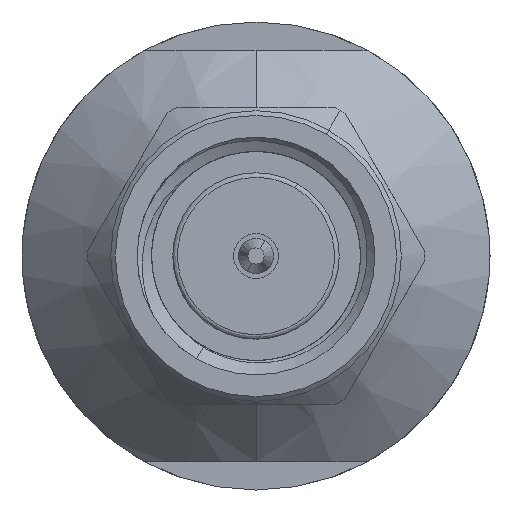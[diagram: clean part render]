
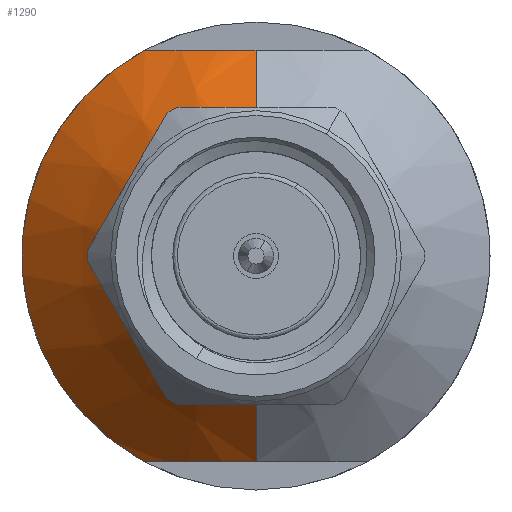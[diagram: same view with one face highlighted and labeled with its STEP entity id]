
A CAD part, left-side view. The second image highlights one B-rep face of the part: STEP entity #1290.
In plain terms, the highlighted conical face has half-angle 44.788 degrees and reference radius 6.35 mm.
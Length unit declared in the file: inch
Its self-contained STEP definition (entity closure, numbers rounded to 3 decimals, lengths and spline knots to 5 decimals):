
#8 = EDGE_CURVE ( 'NONE', #6199, #251, #8294, .T. ) ;
#115 = VECTOR ( 'NONE', #3175, 39.37008 ) ;
#201 = ORIENTED_EDGE ( 'NONE', *, *, #2319, .T. ) ;
#251 = VERTEX_POINT ( 'NONE', #5082 ) ;
#490 = ORIENTED_EDGE ( 'NONE', *, *, #7763, .T. ) ;
#495 = AXIS2_PLACEMENT_3D ( 'NONE', #3934, #8575, #5243 ) ;
#498 = DIRECTION ( 'NONE',  ( 0., 0., -1. ) ) ;
#541 = CARTESIAN_POINT ( 'NONE',  ( 0.56023, 0.0397, -0.21654 ) ) ;
#738 = CARTESIAN_POINT ( 'NONE',  ( 0.5604, 0.041, 0.21654 ) ) ;
#1007 = ORIENTED_EDGE ( 'NONE', *, *, #1667, .F. ) ;
#1084 = VERTEX_POINT ( 'NONE', #1866 ) ;
#1100 = LINE ( 'NONE', #8628, #115 ) ;
#1102 = DIRECTION ( 'NONE',  ( 1., 0., 0. ) ) ;
#1108 = AXIS2_PLACEMENT_3D ( 'NONE', #2804, #1102, #3842 ) ;
#1262 = CARTESIAN_POINT ( 'NONE',  ( 0.58722, 0.11687, -0.21653 ) ) ;
#1290 = ADVANCED_FACE ( 'NONE', ( #3155 ), #6866, .T. ) ;
#1309 = CARTESIAN_POINT ( 'NONE',  ( 0.55747, 0., -0.21654 ) ) ;
#1379 = ORIENTED_EDGE ( 'NONE', *, *, #4282, .F. ) ;
#1667 = EDGE_CURVE ( 'NONE', #4375, #1084, #2712, .T. ) ;
#1866 = CARTESIAN_POINT ( 'NONE',  ( 0.55747, 0., 0.21654 ) ) ;
#2319 = EDGE_CURVE ( 'NONE', #251, #1084, #1100, .T. ) ;
#2524 = CARTESIAN_POINT ( 'NONE',  ( 0.59118, 0., 0. ) ) ;
#2606 = DIRECTION ( 'NONE',  ( 0.71, 0., -0.704 ) ) ;
#2616 = CARTESIAN_POINT ( 'NONE',  ( 0.55747, 0.01971, -0.21654 ) ) ;
#2712 = B_SPLINE_CURVE_WITH_KNOTS ( 'NONE', 3,
 ( #6999, #5598, #2947, #4198, #8398, #6952, #5686, #4331, #8261, #738, #4913, #6228 ),
 .UNSPECIFIED., .F., .F.,
 ( 4, 1, 1, 1, 2, 2, 1, 4 ),
 ( 0.0319, 0.14883, 0.20729, 0.23652, 0.24383, 0.25113, 0.26575, 0.49959 ),
 .UNSPECIFIED. ) ;
#2804 = CARTESIAN_POINT ( 'NONE',  ( 0.46526, 0., 0. ) ) ;
#2947 = CARTESIAN_POINT ( 'NONE',  ( 0.57635, 0.0927, 0.21654 ) ) ;
#3155 = FACE_OUTER_BOUND ( 'NONE', #6876, .T. ) ;
#3175 = DIRECTION ( 'NONE',  ( 0.71, 0., 0.704 ) ) ;
#3578 = CIRCLE ( 'NONE', #5885, 0.24606 ) ;
#3842 = DIRECTION ( 'NONE',  ( 0., 0., -1. ) ) ;
#3934 = CARTESIAN_POINT ( 'NONE',  ( 0.46526, 0., 0. ) ) ;
#4004 = CARTESIAN_POINT ( 'NONE',  ( 0.56608, 0.06145, -0.21654 ) ) ;
#4048 = CARTESIAN_POINT ( 'NONE',  ( 0.56747, 0.06631, -0.21654 ) ) ;
#4198 = CARTESIAN_POINT ( 'NONE',  ( 0.57062, 0.07651, 0.21654 ) ) ;
#4282 = EDGE_CURVE ( 'NONE', #6903, #4924, #5302, .T. ) ;
#4331 = CARTESIAN_POINT ( 'NONE',  ( 0.56699, 0.06467, 0.21654 ) ) ;
#4375 = VERTEX_POINT ( 'NONE', #4830 ) ;
#4558 = ORIENTED_EDGE ( 'NONE', *, *, #7285, .T. ) ;
#4567 = EDGE_CURVE ( 'NONE', #4924, #8361, #8063, .T. ) ;
#4673 = CARTESIAN_POINT ( 'NONE',  ( 0.58253, 0.10706, -0.21654 ) ) ;
#4698 = AXIS2_PLACEMENT_3D ( 'NONE', #2524, #5267, #498 ) ;
#4830 = CARTESIAN_POINT ( 'NONE',  ( 0.58722, 0.11687, 0.21653 ) ) ;
#4913 = CARTESIAN_POINT ( 'NONE',  ( 0.55747, 0.01968, 0.21654 ) ) ;
#4924 = VERTEX_POINT ( 'NONE', #5301 ) ;
#5082 = CARTESIAN_POINT ( 'NONE',  ( 0.46526, 0., 0.125 ) ) ;
#5204 = CARTESIAN_POINT ( 'NONE',  ( 0.58722, 0., 0. ) ) ;
#5209 = CARTESIAN_POINT ( 'NONE',  ( 0.59118, 0., -0.25 ) ) ;
#5243 = DIRECTION ( 'NONE',  ( 0., 0., -1. ) ) ;
#5267 = DIRECTION ( 'NONE',  ( 1., 0., 0. ) ) ;
#5301 = CARTESIAN_POINT ( 'NONE',  ( 0.55747, 0., -0.21654 ) ) ;
#5302 = LINE ( 'NONE', #5209, #8174 ) ;
#5520 = CARTESIAN_POINT ( 'NONE',  ( 0.57634, 0.09268, -0.21654 ) ) ;
#5598 = CARTESIAN_POINT ( 'NONE',  ( 0.58253, 0.10707, 0.21654 ) ) ;
#5686 = CARTESIAN_POINT ( 'NONE',  ( 0.56714, 0.06519, 0.21654 ) ) ;
#5885 = AXIS2_PLACEMENT_3D ( 'NONE', #5204, #7338, #7958 ) ;
#6095 = CIRCLE ( 'NONE', #495, 0.125 ) ;
#6119 = CARTESIAN_POINT ( 'NONE',  ( 0.56848, 0.06969, -0.21654 ) ) ;
#6199 = VERTEX_POINT ( 'NONE', #8067 ) ;
#6228 = CARTESIAN_POINT ( 'NONE',  ( 0.55747, 0., 0.21654 ) ) ;
#6603 = ORIENTED_EDGE ( 'NONE', *, *, #4567, .F. ) ;
#6764 = CARTESIAN_POINT ( 'NONE',  ( 0.58722, 0.11687, -0.21653 ) ) ;
#6866 = CONICAL_SURFACE ( 'NONE', #4698, 0.25, 0.782 ) ;
#6876 = EDGE_LOOP ( 'NONE', ( #490, #7735, #201, #1007, #4558, #6603, #1379 ) ) ;
#6903 = VERTEX_POINT ( 'NONE', #8839 ) ;
#6952 = CARTESIAN_POINT ( 'NONE',  ( 0.56747, 0.06631, 0.21654 ) ) ;
#6999 = CARTESIAN_POINT ( 'NONE',  ( 0.58722, 0.11687, 0.21653 ) ) ;
#7285 = EDGE_CURVE ( 'NONE', #4375, #8361, #3578, .T. ) ;
#7338 = DIRECTION ( 'NONE',  ( -1., 0., 0. ) ) ;
#7735 = ORIENTED_EDGE ( 'NONE', *, *, #8, .T. ) ;
#7763 = EDGE_CURVE ( 'NONE', #6903, #6199, #6095, .T. ) ;
#7958 = DIRECTION ( 'NONE',  ( 0., 0., -1. ) ) ;
#8063 = B_SPLINE_CURVE_WITH_KNOTS ( 'NONE', 3,
 ( #1309, #2616, #541, #4004, #8830, #8114, #4048, #6119, #8197, #5520, #4673, #1262 ),
 .UNSPECIFIED., .F., .F.,
 ( 4, 2, 2, 2, 1, 1, 4 ),
 ( 0.49959, 0.73383, 0.74847, 0.76311, 0.79239, 0.85095, 0.96807 ),
 .UNSPECIFIED. ) ;
#8067 = CARTESIAN_POINT ( 'NONE',  ( 0.46526, 0.0625, -0.10825 ) ) ;
#8114 = CARTESIAN_POINT ( 'NONE',  ( 0.56717, 0.06529, -0.21654 ) ) ;
#8174 = VECTOR ( 'NONE', #2606, 39.37008 ) ;
#8197 = CARTESIAN_POINT ( 'NONE',  ( 0.57062, 0.0765, -0.21654 ) ) ;
#8261 = CARTESIAN_POINT ( 'NONE',  ( 0.56644, 0.06275, 0.21654 ) ) ;
#8294 = CIRCLE ( 'NONE', #1108, 0.125 ) ;
#8361 = VERTEX_POINT ( 'NONE', #6764 ) ;
#8398 = CARTESIAN_POINT ( 'NONE',  ( 0.56831, 0.06913, 0.21654 ) ) ;
#8575 = DIRECTION ( 'NONE',  ( 1., 0., 0. ) ) ;
#8628 = CARTESIAN_POINT ( 'NONE',  ( 0.59118, 0., 0.25 ) ) ;
#8830 = CARTESIAN_POINT ( 'NONE',  ( 0.56644, 0.06273, -0.21654 ) ) ;
#8839 = CARTESIAN_POINT ( 'NONE',  ( 0.46526, 0., -0.125 ) ) ;
